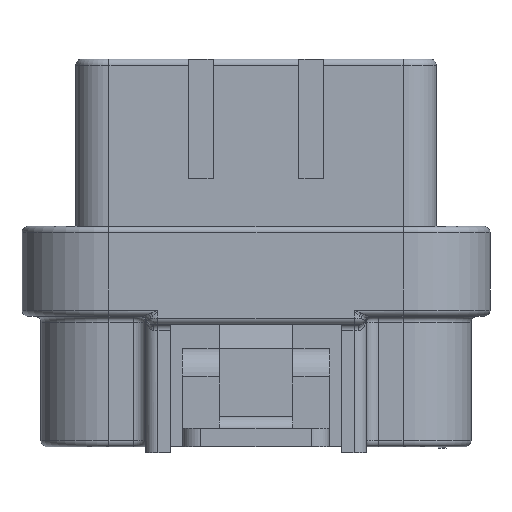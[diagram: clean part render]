
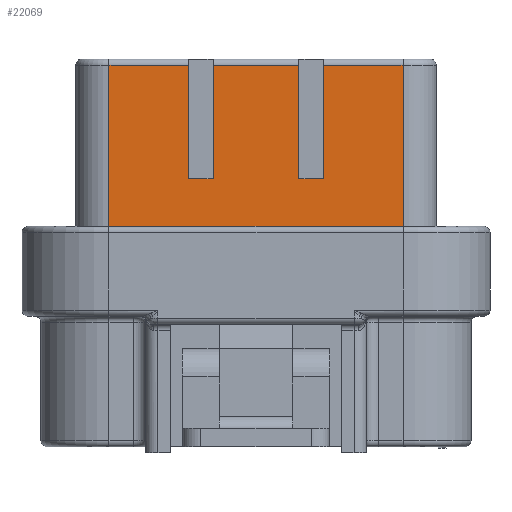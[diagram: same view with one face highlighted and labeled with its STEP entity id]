
A CAD part, front view. The second image highlights one B-rep face of the part: STEP entity #22069.
In plain terms, the highlighted planar face has unit normal (0, -1, 0).
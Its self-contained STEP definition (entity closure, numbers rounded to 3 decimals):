
#5976=DIRECTION('',(0.,0.,-1.));
#5977=VECTOR('',#5976,13.85);
#5978=CARTESIAN_POINT('',(-12.,-9.15,-0.5));
#5979=LINE('',#5978,#5977);
#5980=DIRECTION('',(1.,0.,0.));
#5981=VECTOR('',#5980,6.5);
#5982=CARTESIAN_POINT('',(-12.,-9.15,-0.5));
#5983=LINE('',#5982,#5981);
#5984=DIRECTION('',(0.,0.,-1.));
#5985=VECTOR('',#5984,9.25);
#5986=CARTESIAN_POINT('',(-5.5,-9.15,-0.5));
#5987=LINE('',#5986,#5985);
#5988=DIRECTION('',(-1.,0.,0.));
#5989=VECTOR('',#5988,2.);
#5990=CARTESIAN_POINT('',(-3.5,-9.15,-9.75));
#5991=LINE('',#5990,#5989);
#5992=DIRECTION('',(0.,0.,-1.));
#5993=VECTOR('',#5992,9.25);
#5994=CARTESIAN_POINT('',(-3.5,-9.15,-0.5));
#5995=LINE('',#5994,#5993);
#5996=DIRECTION('',(1.,0.,0.));
#5997=VECTOR('',#5996,7.);
#5998=CARTESIAN_POINT('',(-3.5,-9.15,-0.5));
#5999=LINE('',#5998,#5997);
#6000=DIRECTION('',(0.,0.,-1.));
#6001=VECTOR('',#6000,9.25);
#6002=CARTESIAN_POINT('',(3.5,-9.15,-0.5));
#6003=LINE('',#6002,#6001);
#6004=DIRECTION('',(-1.,0.,0.));
#6005=VECTOR('',#6004,2.);
#6006=CARTESIAN_POINT('',(5.5,-9.15,-9.75));
#6007=LINE('',#6006,#6005);
#6008=DIRECTION('',(0.,0.,-1.));
#6009=VECTOR('',#6008,9.25);
#6010=CARTESIAN_POINT('',(5.5,-9.15,-0.5));
#6011=LINE('',#6010,#6009);
#6012=DIRECTION('',(1.,0.,0.));
#6013=VECTOR('',#6012,6.5);
#6014=CARTESIAN_POINT('',(5.5,-9.15,-0.5));
#6015=LINE('',#6014,#6013);
#6016=DIRECTION('',(1.,0.,0.));
#6017=VECTOR('',#6016,24.);
#6018=CARTESIAN_POINT('',(-12.,-9.15,-14.35));
#6019=LINE('',#6018,#6017);
#6100=DIRECTION('',(0.,0.,-1.));
#6101=VECTOR('',#6100,13.85);
#6102=CARTESIAN_POINT('',(12.,-9.15,-0.5));
#6103=LINE('',#6102,#6101);
#12246=CARTESIAN_POINT('',(5.5,-9.15,-9.75));
#12247=CARTESIAN_POINT('',(3.5,-9.15,-9.75));
#12248=VERTEX_POINT('',#12246);
#12249=VERTEX_POINT('',#12247);
#12250=CARTESIAN_POINT('',(-3.5,-9.15,-9.75));
#12251=CARTESIAN_POINT('',(-5.5,-9.15,-9.75));
#12252=VERTEX_POINT('',#12250);
#12253=VERTEX_POINT('',#12251);
#12254=CARTESIAN_POINT('',(5.5,-9.15,-0.5));
#12255=VERTEX_POINT('',#12254);
#12256=CARTESIAN_POINT('',(3.5,-9.15,-0.5));
#12257=VERTEX_POINT('',#12256);
#12258=CARTESIAN_POINT('',(-3.5,-9.15,-0.5));
#12259=VERTEX_POINT('',#12258);
#12260=CARTESIAN_POINT('',(-5.5,-9.15,-0.5));
#12261=VERTEX_POINT('',#12260);
#12812=CARTESIAN_POINT('',(-12.,-9.15,-0.5));
#12813=VERTEX_POINT('',#12812);
#12818=CARTESIAN_POINT('',(12.,-9.15,-0.5));
#12820=VERTEX_POINT('',#12818);
#12836=CARTESIAN_POINT('',(-12.,-9.15,-14.35));
#12837=VERTEX_POINT('',#12836);
#12838=CARTESIAN_POINT('',(12.,-9.15,-14.35));
#12839=VERTEX_POINT('',#12838);
#22044=CARTESIAN_POINT('',(-12.,-9.15,0.));
#22045=DIRECTION('',(0.,-1.,0.));
#22046=DIRECTION('',(1.,0.,0.));
#22047=AXIS2_PLACEMENT_3D('',#22044,#22045,#22046);
#22048=PLANE('',#22047);
#22049=ORIENTED_EDGE('',*,*,#14281,.F.);
#22050=ORIENTED_EDGE('',*,*,#13856,.T.);
#22052=ORIENTED_EDGE('',*,*,#22051,.T.);
#22054=ORIENTED_EDGE('',*,*,#22053,.F.);
#22056=ORIENTED_EDGE('',*,*,#22055,.F.);
#22057=ORIENTED_EDGE('',*,*,#13841,.T.);
#22059=ORIENTED_EDGE('',*,*,#22058,.T.);
#22061=ORIENTED_EDGE('',*,*,#22060,.F.);
#22062=ORIENTED_EDGE('',*,*,#13811,.F.);
#22063=ORIENTED_EDGE('',*,*,#13829,.T.);
#22065=ORIENTED_EDGE('',*,*,#22064,.T.);
#22066=ORIENTED_EDGE('',*,*,#14327,.F.);
#22067=EDGE_LOOP('',(#22049,#22050,#22052,#22054,#22056,#22057,#22059,#22061,
#22062,#22063,#22065,#22066));
#22068=FACE_OUTER_BOUND('',#22067,.F.);
#13811=EDGE_CURVE('',#12255,#12248,#6011,.T.);
#13829=EDGE_CURVE('',#12255,#12820,#6015,.T.);
#13841=EDGE_CURVE('',#12259,#12257,#5999,.T.);
#13856=EDGE_CURVE('',#12813,#12261,#5983,.T.);
#14281=EDGE_CURVE('',#12813,#12837,#5979,.T.);
#14327=EDGE_CURVE('',#12837,#12839,#6019,.T.);
#22051=EDGE_CURVE('',#12261,#12253,#5987,.T.);
#22053=EDGE_CURVE('',#12252,#12253,#5991,.T.);
#22055=EDGE_CURVE('',#12259,#12252,#5995,.T.);
#22058=EDGE_CURVE('',#12257,#12249,#6003,.T.);
#22060=EDGE_CURVE('',#12248,#12249,#6007,.T.);
#22064=EDGE_CURVE('',#12820,#12839,#6103,.T.);
#22069=ADVANCED_FACE('',(#22068),#22048,.T.);
